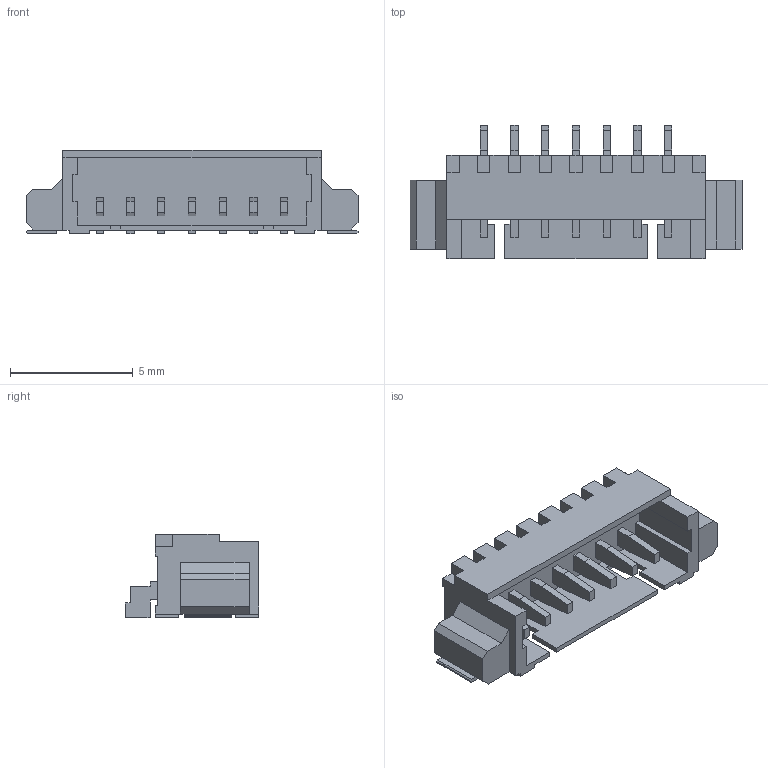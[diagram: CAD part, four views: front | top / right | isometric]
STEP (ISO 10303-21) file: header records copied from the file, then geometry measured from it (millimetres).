
FILE_DESCRIPTION(/* description */ ('Unknown'),/* implementation_level */ '2;1');
FILE_NAME(/* name */ 'J_Wurth_WR-WTB_653107131822',/* time_stamp */ '2025-06-03T16:16:54+08:00',/* author */ ('Unknown'),/* organization */ ('Unknown'),/* preprocessor_version */ 'ST-DEVELOPER v19.4',/* originating_system */ 'Solid Edge',/* authorisation */ 'Unknown');
FILE_SCHEMA (('AUTOMOTIVE_DESIGN {1 0 10303 214 3 1 1}'));
Length unit declared in the file: millimetre
Products named in the file (2): J_Wurth_WR-WTB_653107131822
Assembly tree (1 placements, depth 2):
  J_Wurth_WR-WTB_653107131822
    J_Wurth_WR-WTB_653107131822
Bounding box: 13.5 x 5.41 x 3.4 mm (x, y, z)
Volume: 76.6 mm3; surface area: 316.3 mm2
Topology: 1 solids, 1 shells, 276 faces, 760 edges, 500 vertices
Faces by surface type: plane 276
Entity records: 10539 total; most frequent: CARTESIAN_POINT 1538, ORIENTED_EDGE 1520, DIRECTION 1316, EDGE_CURVE 760, LINE 760, VECTOR 760, VERTEX_POINT 500, EDGE_LOOP 290
